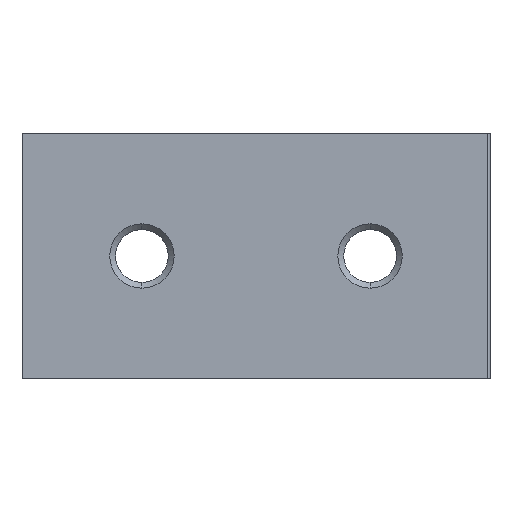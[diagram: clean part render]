
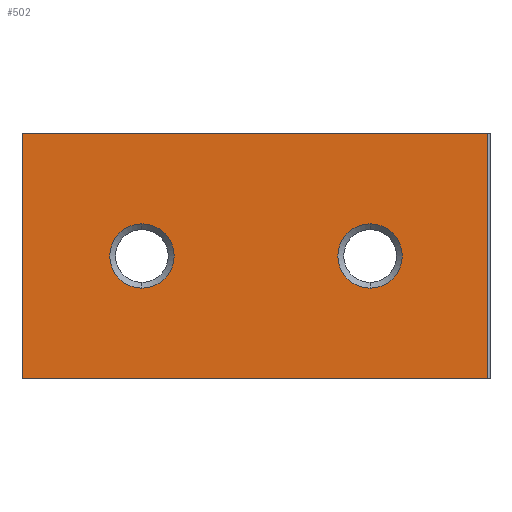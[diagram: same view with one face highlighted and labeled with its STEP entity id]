
A CAD part, front view. The second image highlights one B-rep face of the part: STEP entity #502.
In plain terms, the highlighted planar face has unit normal (0, -1, 0).
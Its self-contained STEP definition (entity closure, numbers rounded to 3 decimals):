
#16 = DIRECTION ( 'NONE',  ( 0., 0., -1. ) ) ;
#30 = CARTESIAN_POINT ( 'NONE',  ( -80., 0., -42. ) ) ;
#45 = CARTESIAN_POINT ( 'NONE',  ( -80., 0., 0. ) ) ;
#119 = EDGE_LOOP ( 'NONE', ( #706, #541 ) ) ;
#128 = CARTESIAN_POINT ( 'NONE',  ( -80., 0., -42. ) ) ;
#159 = AXIS2_PLACEMENT_3D ( 'NONE', #745, #1574, #245 ) ;
#190 = CIRCLE ( 'NONE', #159, 5.5 ) ;
#245 = DIRECTION ( 'NONE',  ( 0., 0., -1. ) ) ;
#282 = EDGE_CURVE ( 'NONE', #1854, #704, #595, .T. ) ;
#285 = VERTEX_POINT ( 'NONE', #1914 ) ;
#291 = EDGE_CURVE ( 'NONE', #813, #577, #190, .T. ) ;
#295 = VECTOR ( 'NONE', #544, 1000. ) ;
#331 = VECTOR ( 'NONE', #756, 1000. ) ;
#352 = FACE_BOUND ( 'NONE', #119, .T. ) ;
#381 = CARTESIAN_POINT ( 'NONE',  ( -80., 0., -42. ) ) ;
#400 = VECTOR ( 'NONE', #1206, 1000. ) ;
#412 = ORIENTED_EDGE ( 'NONE', *, *, #459, .F. ) ;
#423 = DIRECTION ( 'NONE',  ( 0., 1., 0. ) ) ;
#459 = EDGE_CURVE ( 'NONE', #1854, #1046, #2099, .T. ) ;
#487 = ORIENTED_EDGE ( 'NONE', *, *, #1853, .T. ) ;
#502 = ADVANCED_FACE ( 'NONE', ( #1661, #352, #508 ), #624, .T. ) ;
#508 = FACE_OUTER_BOUND ( 'NONE', #915, .T. ) ;
#532 = CARTESIAN_POINT ( 'NONE',  ( -20.5, 0., -21. ) ) ;
#541 = ORIENTED_EDGE ( 'NONE', *, *, #1220, .T. ) ;
#544 = DIRECTION ( 'NONE',  ( 0., 0., 1. ) ) ;
#560 = LINE ( 'NONE', #45, #400 ) ;
#573 = AXIS2_PLACEMENT_3D ( 'NONE', #585, #423, #2069 ) ;
#577 = VERTEX_POINT ( 'NONE', #1858 ) ;
#585 = CARTESIAN_POINT ( 'NONE',  ( -59.5, 0., -21. ) ) ;
#595 = LINE ( 'NONE', #1261, #331 ) ;
#611 = EDGE_LOOP ( 'NONE', ( #487, #1891 ) ) ;
#622 = VECTOR ( 'NONE', #1673, 1000. ) ;
#624 = PLANE ( 'NONE',  #1179 ) ;
#651 = ORIENTED_EDGE ( 'NONE', *, *, #1461, .F. ) ;
#668 = DIRECTION ( 'NONE',  ( 0., 1., 0. ) ) ;
#704 = VERTEX_POINT ( 'NONE', #947 ) ;
#706 = ORIENTED_EDGE ( 'NONE', *, *, #291, .T. ) ;
#745 = CARTESIAN_POINT ( 'NONE',  ( -59.5, 0., -21. ) ) ;
#756 = DIRECTION ( 'NONE',  ( 1., 0., 0. ) ) ;
#813 = VERTEX_POINT ( 'NONE', #1752 ) ;
#820 = CARTESIAN_POINT ( 'NONE',  ( -20.5, 0., -21. ) ) ;
#895 = CIRCLE ( 'NONE', #2112, 5.5 ) ;
#915 = EDGE_LOOP ( 'NONE', ( #1603, #988, #651, #412 ) ) ;
#947 = CARTESIAN_POINT ( 'NONE',  ( -0.5, 0., -42. ) ) ;
#988 = ORIENTED_EDGE ( 'NONE', *, *, #1810, .T. ) ;
#1026 = DIRECTION ( 'NONE',  ( 0., -1., 0. ) ) ;
#1046 = VERTEX_POINT ( 'NONE', #1878 ) ;
#1179 = AXIS2_PLACEMENT_3D ( 'NONE', #128, #1026, #1298 ) ;
#1184 = VERTEX_POINT ( 'NONE', #1292 ) ;
#1206 = DIRECTION ( 'NONE',  ( 1., 0., 0. ) ) ;
#1220 = EDGE_CURVE ( 'NONE', #577, #813, #1408, .T. ) ;
#1260 = EDGE_CURVE ( 'NONE', #1714, #1184, #1541, .T. ) ;
#1261 = CARTESIAN_POINT ( 'NONE',  ( -80., 0., -42. ) ) ;
#1292 = CARTESIAN_POINT ( 'NONE',  ( -20.5, 0., -26.5 ) ) ;
#1298 = DIRECTION ( 'NONE',  ( 0., 0., -1. ) ) ;
#1397 = DIRECTION ( 'NONE',  ( 0., 0., -1. ) ) ;
#1408 = CIRCLE ( 'NONE', #573, 5.5 ) ;
#1461 = EDGE_CURVE ( 'NONE', #1046, #285, #560, .T. ) ;
#1520 = CARTESIAN_POINT ( 'NONE',  ( -0.5, 0., -42. ) ) ;
#1541 = CIRCLE ( 'NONE', #2078, 5.5 ) ;
#1553 = DIRECTION ( 'NONE',  ( 0., 1., 0. ) ) ;
#1574 = DIRECTION ( 'NONE',  ( 0., 1., 0. ) ) ;
#1603 = ORIENTED_EDGE ( 'NONE', *, *, #282, .T. ) ;
#1661 = FACE_BOUND ( 'NONE', #611, .T. ) ;
#1673 = DIRECTION ( 'NONE',  ( 0., 0., 1. ) ) ;
#1714 = VERTEX_POINT ( 'NONE', #1935 ) ;
#1752 = CARTESIAN_POINT ( 'NONE',  ( -59.5, 0., -26.5 ) ) ;
#1810 = EDGE_CURVE ( 'NONE', #704, #285, #1873, .T. ) ;
#1853 = EDGE_CURVE ( 'NONE', #1184, #1714, #895, .T. ) ;
#1854 = VERTEX_POINT ( 'NONE', #381 ) ;
#1858 = CARTESIAN_POINT ( 'NONE',  ( -59.5, 0., -15.5 ) ) ;
#1873 = LINE ( 'NONE', #1520, #295 ) ;
#1878 = CARTESIAN_POINT ( 'NONE',  ( -80., 0., 0. ) ) ;
#1891 = ORIENTED_EDGE ( 'NONE', *, *, #1260, .T. ) ;
#1914 = CARTESIAN_POINT ( 'NONE',  ( -0.5, 0., 0. ) ) ;
#1935 = CARTESIAN_POINT ( 'NONE',  ( -20.5, 0., -15.5 ) ) ;
#2069 = DIRECTION ( 'NONE',  ( 0., 0., -1. ) ) ;
#2078 = AXIS2_PLACEMENT_3D ( 'NONE', #820, #668, #16 ) ;
#2099 = LINE ( 'NONE', #30, #622 ) ;
#2112 = AXIS2_PLACEMENT_3D ( 'NONE', #532, #1553, #1397 ) ;
